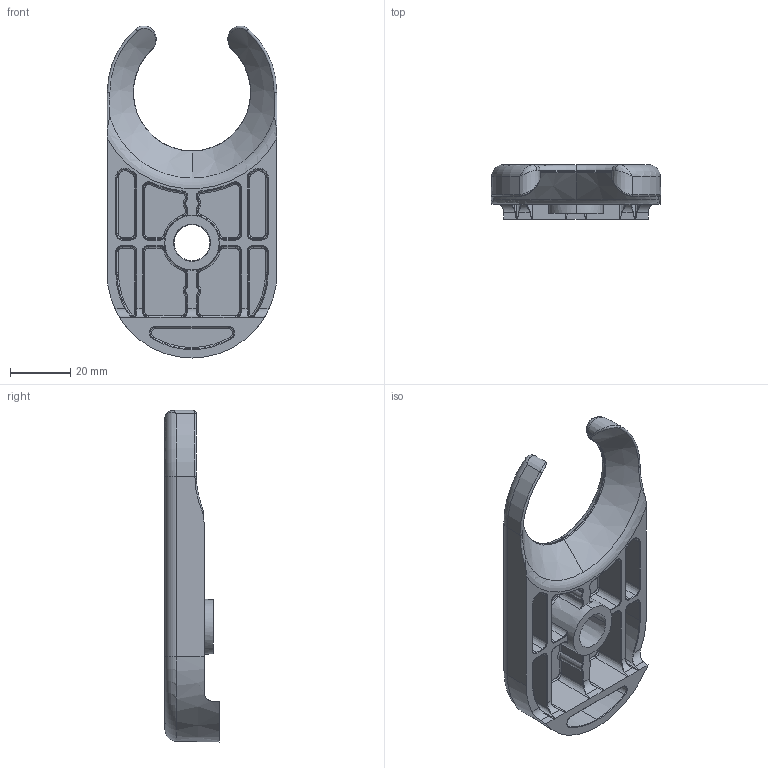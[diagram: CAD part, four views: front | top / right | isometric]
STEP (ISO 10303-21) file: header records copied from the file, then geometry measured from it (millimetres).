
FILE_DESCRIPTION (( 'STEP AP214' ), '1' );
FILE_NAME ('BASE00E1742-Plaque de fixation au sol D60.STEP', '2023-03-16T13:56:38', ( '' ), ( '' ), 'SwSTEP 2.0', 'SolidWorks 2021', '' );
FILE_SCHEMA (( 'AUTOMOTIVE_DESIGN' ));
Length unit declared in the file: millimetre
Products named in the file (1): BASE00E1742-Plaque de fixation au sol D60
Bounding box: 56.45 x 18 x 110.36 mm (x, y, z)
Volume: 32736.7 mm3; surface area: 19130.3 mm2
Topology: 1 solids, 1 shells, 360 faces, 860 edges, 497 vertices
Faces by surface type: torus 130, cylinder 73, cone 63, plane 54, bspline 40
Entity records: 14451 total; most frequent: CARTESIAN_POINT 6373, DIRECTION 1734, ORIENTED_EDGE 1704, EDGE_CURVE 852, AXIS2_PLACEMENT_3D 741, VERTEX_POINT 497, CIRCLE 420, EDGE_LOOP 365
